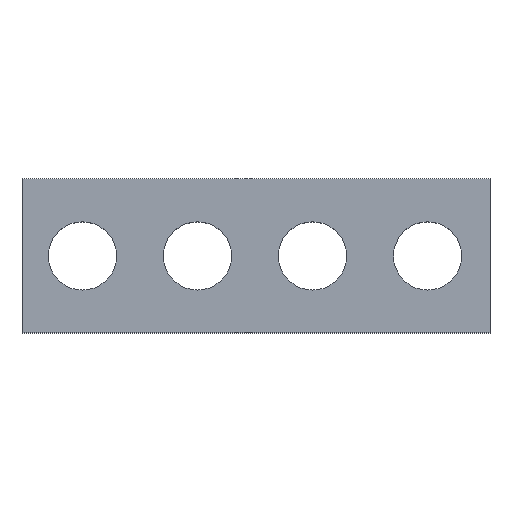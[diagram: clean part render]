
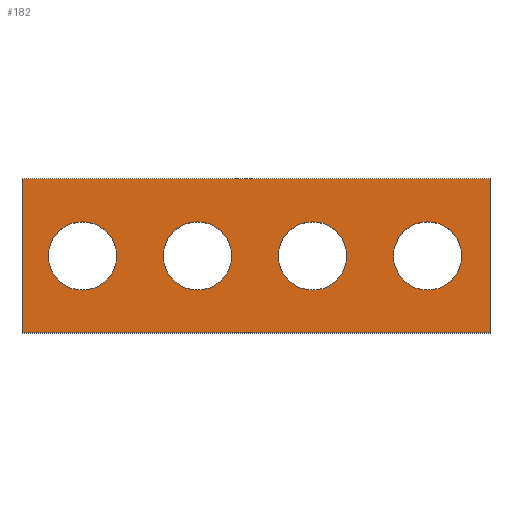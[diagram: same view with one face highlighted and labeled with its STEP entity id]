
A CAD part, top view. The second image highlights one B-rep face of the part: STEP entity #182.
In plain terms, the highlighted planar face has unit normal (0, 0, 1).
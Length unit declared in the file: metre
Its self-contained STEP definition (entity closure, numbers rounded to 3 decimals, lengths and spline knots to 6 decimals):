
#12=CIRCLE('',#201,0.004445);
#14=CIRCLE('',#204,0.004445);
#16=CIRCLE('',#207,0.004445);
#18=CIRCLE('',#211,0.004445);
#48=ORIENTED_EDGE('',*,*,#66,.T.);
#49=ORIENTED_EDGE('',*,*,#70,.F.);
#50=ORIENTED_EDGE('',*,*,#73,.F.);
#51=ORIENTED_EDGE('',*,*,#81,.T.);
#52=ORIENTED_EDGE('',*,*,#78,.F.);
#53=ORIENTED_EDGE('',*,*,#76,.F.);
#54=ORIENTED_EDGE('',*,*,#74,.F.);
#55=ORIENTED_EDGE('',*,*,#82,.F.);
#66=EDGE_CURVE('',#87,#86,#102,.T.);
#70=EDGE_CURVE('',#89,#86,#106,.T.);
#73=EDGE_CURVE('',#91,#89,#109,.T.);
#74=EDGE_CURVE('',#92,#92,#12,.T.);
#76=EDGE_CURVE('',#94,#94,#14,.T.);
#78=EDGE_CURVE('',#96,#96,#16,.T.);
#81=EDGE_CURVE('',#91,#87,#111,.T.);
#82=EDGE_CURVE('',#98,#98,#18,.T.);
#86=VERTEX_POINT('',#271);
#87=VERTEX_POINT('',#273);
#89=VERTEX_POINT('',#279);
#91=VERTEX_POINT('',#285);
#92=VERTEX_POINT('',#289);
#94=VERTEX_POINT('',#294);
#96=VERTEX_POINT('',#299);
#98=VERTEX_POINT('',#307);
#102=LINE('',#272,#114);
#106=LINE('',#280,#118);
#109=LINE('',#286,#121);
#111=LINE('',#304,#123);
#114=VECTOR('',#221,1.);
#118=VECTOR('',#227,1.);
#121=VECTOR('',#232,1.);
#123=VECTOR('',#254,1.);
#136=EDGE_LOOP('',(#48,#49,#50,#51));
#137=EDGE_LOOP('',(#52));
#138=EDGE_LOOP('',(#53));
#139=EDGE_LOOP('',(#54));
#140=EDGE_LOOP('',(#55));
#158=FACE_BOUND('',#136,.T.);
#159=FACE_BOUND('',#137,.T.);
#160=FACE_BOUND('',#138,.T.);
#161=FACE_BOUND('',#139,.T.);
#162=FACE_BOUND('',#140,.T.);
#172=PLANE('',#213);
#182=ADVANCED_FACE('',(#158,#159,#160,#161,#162),#172,.T.);
#201=AXIS2_PLACEMENT_3D('',#288,#235,#236);
#204=AXIS2_PLACEMENT_3D('',#293,#241,#242);
#207=AXIS2_PLACEMENT_3D('',#298,#247,#248);
#211=AXIS2_PLACEMENT_3D('',#306,#257,#258);
#213=AXIS2_PLACEMENT_3D('',#310,#261,#262);
#221=DIRECTION('',(-1.,0.,0.));
#227=DIRECTION('',(0.,1.,0.));
#232=DIRECTION('',(-1.,0.,0.));
#235=DIRECTION('',(0.,0.,1.));
#236=DIRECTION('',(1.,0.,0.));
#241=DIRECTION('',(0.,0.,1.));
#242=DIRECTION('',(1.,0.,0.));
#247=DIRECTION('',(0.,0.,1.));
#248=DIRECTION('',(1.,0.,0.));
#254=DIRECTION('',(0.,1.,0.));
#257=DIRECTION('',(0.,0.,1.));
#258=DIRECTION('',(1.,0.,0.));
#261=DIRECTION('',(0.,0.,1.));
#262=DIRECTION('',(1.,0.,0.));
#271=CARTESIAN_POINT('',(-0.03048,0.010033,0.004));
#272=CARTESIAN_POINT('',(0.026416,0.010033,0.004));
#273=CARTESIAN_POINT('',(0.03048,0.010033,0.004));
#279=CARTESIAN_POINT('',(-0.03048,-0.010033,0.004));
#280=CARTESIAN_POINT('',(-0.03048,0.,0.004));
#285=CARTESIAN_POINT('',(0.03048,-0.010033,0.004));
#286=CARTESIAN_POINT('',(0.026416,-0.010033,0.004));
#288=CARTESIAN_POINT('',(0.007366,0.,0.004));
#289=CARTESIAN_POINT('',(0.011811,0.,0.004));
#293=CARTESIAN_POINT('',(-0.022606,0.,0.004));
#294=CARTESIAN_POINT('',(-0.018161,0.,0.004));
#298=CARTESIAN_POINT('',(0.022352,0.,0.004));
#299=CARTESIAN_POINT('',(0.026797,0.,0.004));
#304=CARTESIAN_POINT('',(0.03048,0.,0.004));
#306=CARTESIAN_POINT('',(-0.00762,0.,0.004));
#307=CARTESIAN_POINT('',(-0.003175,0.,0.004));
#310=CARTESIAN_POINT('',(0.,0.,0.004));
